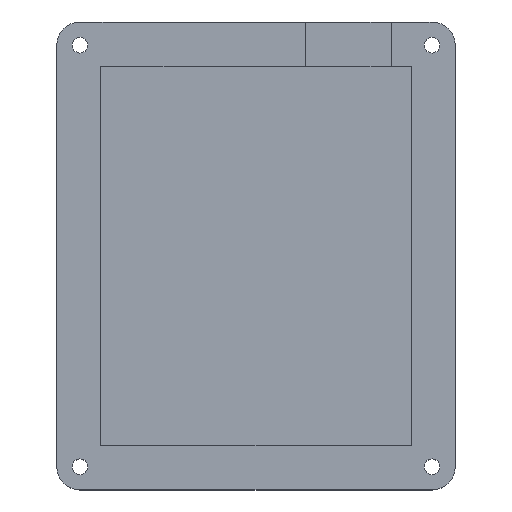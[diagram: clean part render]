
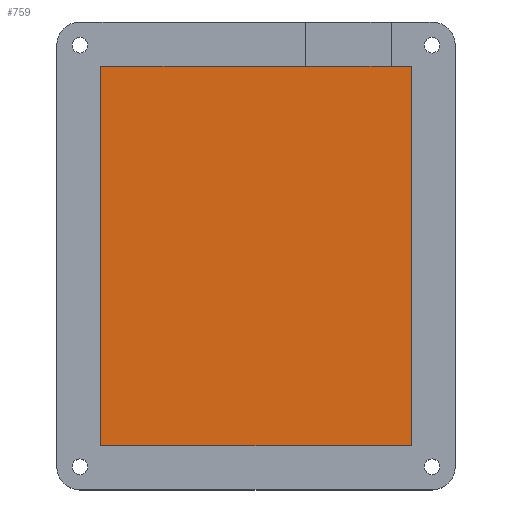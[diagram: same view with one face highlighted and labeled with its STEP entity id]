
A CAD part, top view. The second image highlights one B-rep face of the part: STEP entity #759.
In plain terms, the highlighted planar face has unit normal (0, 0, 1).
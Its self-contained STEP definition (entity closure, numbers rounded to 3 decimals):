
#553 = VERTEX_POINT('',#554);
#554 = CARTESIAN_POINT('',(29.176,41.,3.));
#611 = VERTEX_POINT('',#612);
#612 = CARTESIAN_POINT('',(10.676,41.,3.));
#633 = EDGE_CURVE('',#611,#634,#636,.T.);
#634 = VERTEX_POINT('',#635);
#635 = CARTESIAN_POINT('',(-33.5,41.,3.));
#636 = LINE('',#637,#638);
#637 = CARTESIAN_POINT('',(33.5,41.,3.));
#638 = VECTOR('',#639,1.);
#639 = DIRECTION('',(-1.,0.,0.));
#660 = VERTEX_POINT('',#661);
#661 = CARTESIAN_POINT('',(-33.5,-41.,3.));
#667 = EDGE_CURVE('',#634,#660,#668,.T.);
#668 = LINE('',#669,#670);
#669 = CARTESIAN_POINT('',(-33.5,41.,3.));
#670 = VECTOR('',#671,1.);
#671 = DIRECTION('',(0.,-1.,0.));
#684 = VERTEX_POINT('',#685);
#685 = CARTESIAN_POINT('',(33.5,-41.,3.));
#691 = EDGE_CURVE('',#660,#684,#692,.T.);
#692 = LINE('',#693,#694);
#693 = CARTESIAN_POINT('',(-33.5,-41.,3.));
#694 = VECTOR('',#695,1.);
#695 = DIRECTION('',(1.,0.,0.));
#708 = VERTEX_POINT('',#709);
#709 = CARTESIAN_POINT('',(33.5,41.,3.));
#715 = EDGE_CURVE('',#684,#708,#716,.T.);
#716 = LINE('',#717,#718);
#717 = CARTESIAN_POINT('',(33.5,-41.,3.));
#718 = VECTOR('',#719,1.);
#719 = DIRECTION('',(0.,1.,0.));
#729 = EDGE_CURVE('',#708,#553,#730,.T.);
#730 = LINE('',#731,#732);
#731 = CARTESIAN_POINT('',(33.5,41.,3.));
#732 = VECTOR('',#733,1.);
#733 = DIRECTION('',(-1.,0.,0.));
#746 = EDGE_CURVE('',#553,#611,#747,.T.);
#747 = LINE('',#748,#749);
#748 = CARTESIAN_POINT('',(33.5,41.,3.));
#749 = VECTOR('',#750,1.);
#750 = DIRECTION('',(-1.,0.,0.));
#759 = ADVANCED_FACE('',(#760),#768,.T.);
#760 = FACE_BOUND('',#761,.T.);
#761 = EDGE_LOOP('',(#762,#763,#764,#765,#766,#767));
#762 = ORIENTED_EDGE('',*,*,#667,.T.);
#763 = ORIENTED_EDGE('',*,*,#691,.T.);
#764 = ORIENTED_EDGE('',*,*,#715,.T.);
#765 = ORIENTED_EDGE('',*,*,#729,.T.);
#766 = ORIENTED_EDGE('',*,*,#746,.T.);
#767 = ORIENTED_EDGE('',*,*,#633,.T.);
#768 = PLANE('',#769);
#769 = AXIS2_PLACEMENT_3D('',#770,#771,#772);
#770 = CARTESIAN_POINT('',(0.,0.,3.));
#771 = DIRECTION('',(0.,0.,1.));
#772 = DIRECTION('',(1.,0.,0.));
